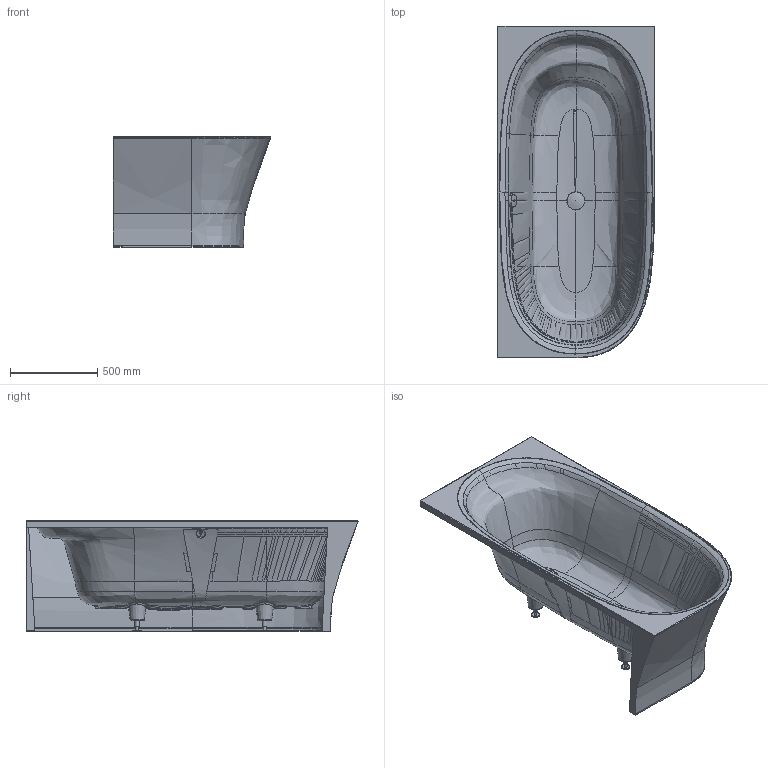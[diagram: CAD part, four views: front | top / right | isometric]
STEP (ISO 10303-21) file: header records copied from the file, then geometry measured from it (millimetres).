
FILE_DESCRIPTION((''),'2;1');
FILE_NAME('700363.stp','2015-05-20T22:04:51',('Administrator'),(''),'Autodesk Inventor 2011','Autodesk Inventor 2011','');
FILE_SCHEMA(('CONFIG_CONTROL_DESIGN'));
Length unit declared in the file: millimetre
Products named in the file (5): 700363; Stopfen_100; Fuss Wanne CapeCod; Verschluss_Ueberlauf
Assembly tree (7 placements, depth 2):
  700363
    700363
    Stopfen_100
    Fuss Wanne CapeCod  x4
    Verschluss_Ueberlauf
Bounding box: 901.02 x 1900.22 x 633.49 mm (x, y, z)
Volume: 61385691.9 mm3; surface area: 9383959.7 mm2
Topology: 7 solids, 7 shells, 1375 faces, 3554 edges, 2176 vertices
Faces by surface type: bspline 1053, plane 183, cylinder 101, torus 17, sphere 11, cone 10
Full cylindrical faces by diameter (mm): 9.2 x1, 13 x1, 14.5 x1, 16.217 x4, 25.18 x4, 45 x12, 46.019 x1, 48.628 x4, 52 x1, 52.763 x1, 59.187 x1, 60 x4, 72.614 x1
Entity records: 235847 total; most frequent: CARTESIAN_POINT 209054, ORIENTED_EDGE 6850, EDGE_CURVE 3425, DIRECTION 2493, B_SPLINE_CURVE_WITH_KNOTS 2233, VERTEX_POINT 2125, EDGE_LOOP 1402, FACE_OUTER_BOUND 1342
